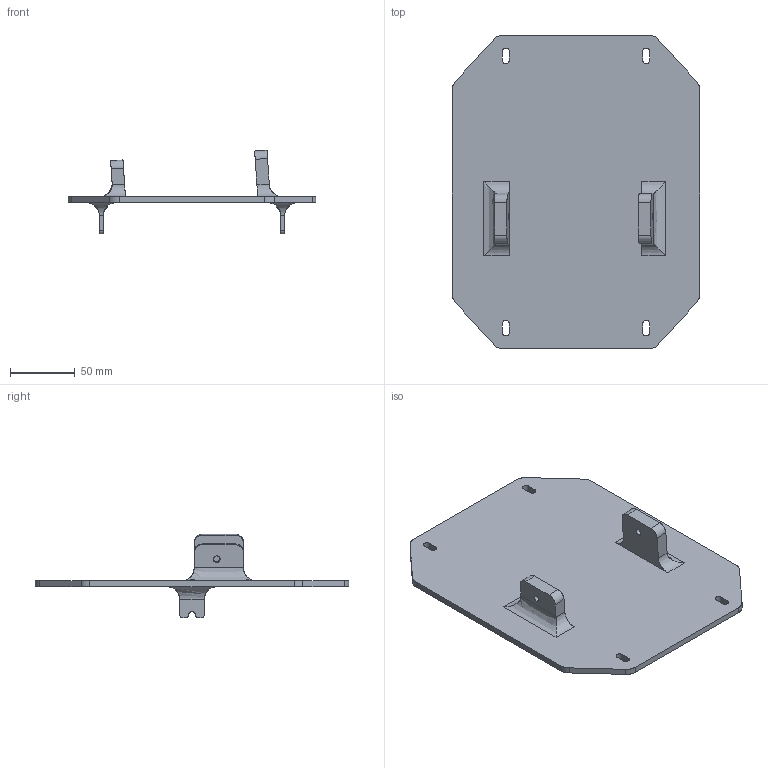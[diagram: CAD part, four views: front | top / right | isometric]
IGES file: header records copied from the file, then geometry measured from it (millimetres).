
Start section: SolidWorks IGES file using analytic representation for surfaces
Global section: file name: D1102413-v1-01_ELEVATION SUPPORT PLATE, CO2P SM2, H1-L1.IGS; native system: SolidWorks 2012; preprocessor: SolidWorks 2012; author: mjacobso; date: 120625.141219; units: inch
Bounding box: 190.5 x 241.3 x 64.31 mm (x, y, z)
Surface area: 97907.8 mm2 (no closed solid volume)
Topology: 0 solids, 0 shells, 89 faces, 1352 edges, 1352 vertices
Faces by surface type: revolution 49, bspline 40
